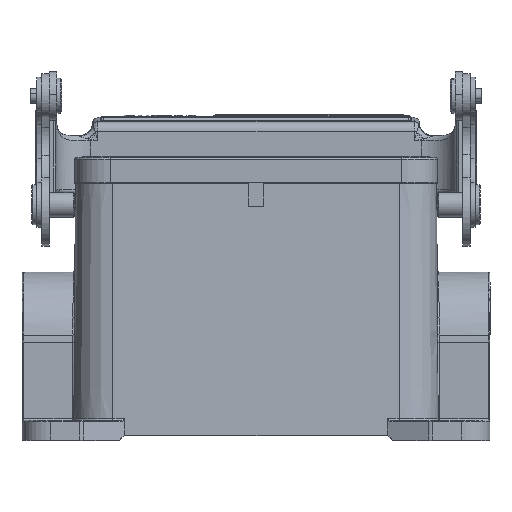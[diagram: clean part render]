
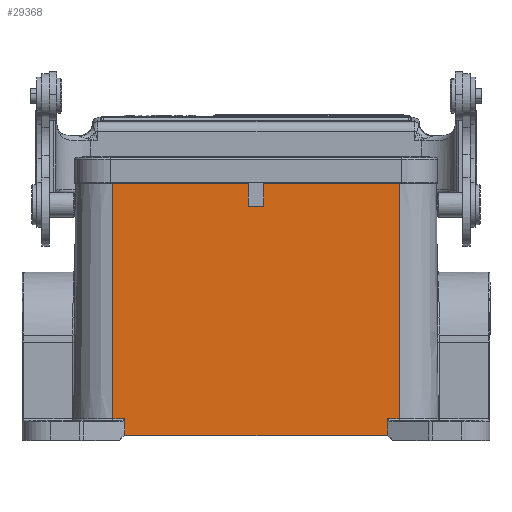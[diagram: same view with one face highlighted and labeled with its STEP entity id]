
A CAD part, top view. The second image highlights one B-rep face of the part: STEP entity #29368.
In plain terms, the highlighted planar face has unit normal (0, 0.009, 1).
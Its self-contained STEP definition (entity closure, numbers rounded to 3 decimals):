
#6652=DIRECTION('',(0.,1.,-0.009));
#6653=VECTOR('',#6652,47.204);
#6654=CARTESIAN_POINT('',(75.75,4.297,-4.088));
#6655=LINE('',#6654,#6653);
#6681=DIRECTION('',(1.,0.,0.));
#6682=VECTOR('',#6681,3.2);
#6683=CARTESIAN_POINT('',(45.4,47.,-4.461));
#6684=LINE('',#6683,#6682);
#6685=DIRECTION('',(1.,0.,0.));
#6686=VECTOR('',#6685,27.15);
#6687=CARTESIAN_POINT('',(48.6,51.5,-4.5));
#6688=LINE('',#6687,#6686);
#6689=CARTESIAN_POINT('',(73.41,4.297,-4.088));
#6690=CARTESIAN_POINT('',(73.396,4.283,-4.088));
#6691=CARTESIAN_POINT('',(73.373,4.25,-4.088));
#6692=CARTESIAN_POINT('',(73.351,4.187,-4.087));
#6693=CARTESIAN_POINT('',(73.346,4.138,-4.087));
#6694=CARTESIAN_POINT('',(73.346,4.112,-4.086));
#6696=DIRECTION('',(0.019,-1.,0.009));
#6697=VECTOR('',#6696,3.112);
#6698=CARTESIAN_POINT('',(73.346,4.112,-4.086));
#6699=LINE('',#6698,#6697);
#6700=DIRECTION('',(-1.,0.,0.));
#6701=VECTOR('',#6700,52.808);
#6702=CARTESIAN_POINT('',(73.404,1.,
-4.059));
#6703=LINE('',#6702,#6701);
#6704=DIRECTION('',(0.019,1.,-0.009));
#6705=VECTOR('',#6704,3.112);
#6706=CARTESIAN_POINT('',(20.596,1.,
-4.059));
#6707=LINE('',#6706,#6705);
#6708=CARTESIAN_POINT('',(20.654,4.112,-4.086));
#6709=CARTESIAN_POINT('',(20.654,4.137,-4.087));
#6710=CARTESIAN_POINT('',(20.65,4.185,-4.087));
#6711=CARTESIAN_POINT('',(20.625,4.251,-4.088));
#6712=CARTESIAN_POINT('',(20.603,4.284,-4.088));
#6713=CARTESIAN_POINT('',(20.59,4.297,-4.088));
#6715=DIRECTION('',(1.,0.,0.));
#6716=VECTOR('',#6715,27.15);
#6717=CARTESIAN_POINT('',(18.25,51.5,-4.5));
#6718=LINE('',#6717,#6716);
#6719=DIRECTION('',(0.,1.,-0.009));
#6720=VECTOR('',#6719,4.5);
#6721=CARTESIAN_POINT('',(45.4,47.,-4.461));
#6722=LINE('',#6721,#6720);
#7678=DIRECTION('',(1.,0.,0.));
#7679=VECTOR('',#7678,2.34);
#7680=CARTESIAN_POINT('',(73.41,4.297,-4.088));
#7681=LINE('',#7680,#7679);
#8167=DIRECTION('',(0.,-1.,0.009));
#8168=VECTOR('',#8167,47.204);
#8169=CARTESIAN_POINT('',(18.25,51.5,-4.5));
#8170=LINE('',#8169,#8168);
#8211=DIRECTION('',(1.,0.,0.));
#8212=VECTOR('',#8211,2.34);
#8213=CARTESIAN_POINT('',(18.25,4.297,-4.088));
#8214=LINE('',#8213,#8212);
#11521=DIRECTION('',(0.,-1.,0.009));
#11522=VECTOR('',#11521,4.5);
#11523=CARTESIAN_POINT('',(48.6,51.5,-4.5));
#11524=LINE('',#11523,#11522);
#14560=VERTEX_POINT('',#6708);
#14561=VERTEX_POINT('',#6713);
#14562=CARTESIAN_POINT('',(45.4,47.,-4.461));
#14563=CARTESIAN_POINT('',(45.4,51.5,-4.5));
#14564=VERTEX_POINT('',#14562);
#14565=VERTEX_POINT('',#14563);
#14566=CARTESIAN_POINT('',(48.6,47.,-4.461));
#14567=VERTEX_POINT('',#14566);
#14568=CARTESIAN_POINT('',(48.6,51.5,-4.5));
#14569=VERTEX_POINT('',#14568);
#14570=CARTESIAN_POINT('',(75.75,51.5,-4.5));
#14571=VERTEX_POINT('',#14570);
#14572=CARTESIAN_POINT('',(75.75,4.297,-4.088));
#14573=VERTEX_POINT('',#14572);
#14574=CARTESIAN_POINT('',(73.41,4.297,
-4.088));
#14575=VERTEX_POINT('',#14574);
#14576=VERTEX_POINT('',#6694);
#14577=CARTESIAN_POINT('',(73.404,1.,
-4.059));
#14578=VERTEX_POINT('',#14577);
#14579=CARTESIAN_POINT('',(20.596,1.,
-4.059));
#14580=VERTEX_POINT('',#14579);
#14581=CARTESIAN_POINT('',(18.25,4.297,-4.088));
#14582=VERTEX_POINT('',#14581);
#14583=CARTESIAN_POINT('',(18.25,51.5,-4.5));
#14584=VERTEX_POINT('',#14583);
#29334=CARTESIAN_POINT('',(47.,26.25,-4.28));
#29335=DIRECTION('',(0.,0.009,1.));
#29336=DIRECTION('',(0.,-1.,0.009));
#29337=AXIS2_PLACEMENT_3D('',#29334,#29335,#29336);
#29338=PLANE('',#29337);
#29340=ORIENTED_EDGE('',*,*,#29339,.F.);
#29342=ORIENTED_EDGE('',*,*,#29341,.T.);
#29344=ORIENTED_EDGE('',*,*,#29343,.F.);
#29346=ORIENTED_EDGE('',*,*,#29345,.T.);
#29347=ORIENTED_EDGE('',*,*,#29318,.F.);
#29349=ORIENTED_EDGE('',*,*,#29348,.F.);
#29351=ORIENTED_EDGE('',*,*,#29350,.T.);
#29353=ORIENTED_EDGE('',*,*,#29352,.T.);
#29355=ORIENTED_EDGE('',*,*,#29354,.T.);
#29357=ORIENTED_EDGE('',*,*,#29356,.T.);
#29359=ORIENTED_EDGE('',*,*,#29358,.T.);
#29361=ORIENTED_EDGE('',*,*,#29360,.F.);
#29363=ORIENTED_EDGE('',*,*,#29362,.F.);
#29365=ORIENTED_EDGE('',*,*,#29364,.T.);
#29366=EDGE_LOOP('',(#29340,#29342,#29344,#29346,#29347,#29349,#29351,#29353,
#29355,#29357,#29359,#29361,#29363,#29365));
#29367=FACE_OUTER_BOUND('',#29366,.F.);
#6695=B_SPLINE_CURVE_WITH_KNOTS('',3,(#6689,#6690,#6691,#6692,#6693,#6694),
.UNSPECIFIED.,.F.,.F.,(4,1,1,4),(0.,0.333,0.667,1.),
.UNSPECIFIED.);
#6714=B_SPLINE_CURVE_WITH_KNOTS('',3,(#6708,#6709,#6710,#6711,#6712,#6713),
.UNSPECIFIED.,.F.,.F.,(4,1,1,4),(0.,0.333,0.667,1.),
.UNSPECIFIED.);
#29318=EDGE_CURVE('',#14573,#14571,#6655,.T.);
#29339=EDGE_CURVE('',#14564,#14565,#6722,.T.);
#29341=EDGE_CURVE('',#14564,#14567,#6684,.T.);
#29343=EDGE_CURVE('',#14569,#14567,#11524,.T.);
#29345=EDGE_CURVE('',#14569,#14571,#6688,.T.);
#29348=EDGE_CURVE('',#14575,#14573,#7681,.T.);
#29350=EDGE_CURVE('',#14575,#14576,#6695,.T.);
#29352=EDGE_CURVE('',#14576,#14578,#6699,.T.);
#29354=EDGE_CURVE('',#14578,#14580,#6703,.T.);
#29356=EDGE_CURVE('',#14580,#14560,#6707,.T.);
#29358=EDGE_CURVE('',#14560,#14561,#6714,.T.);
#29360=EDGE_CURVE('',#14582,#14561,#8214,.T.);
#29362=EDGE_CURVE('',#14584,#14582,#8170,.T.);
#29364=EDGE_CURVE('',#14584,#14565,#6718,.T.);
#29368=ADVANCED_FACE('',(#29367),#29338,.T.);
